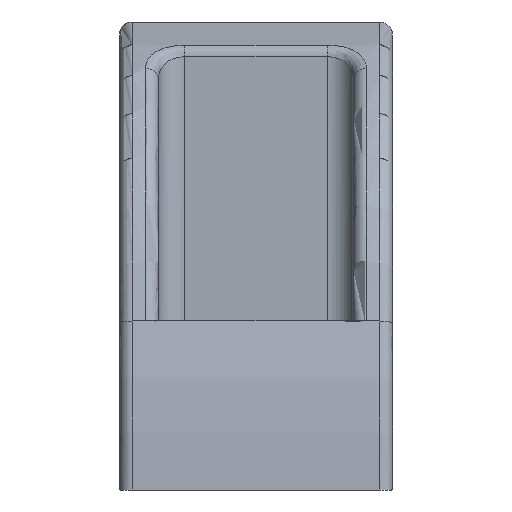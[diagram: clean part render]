
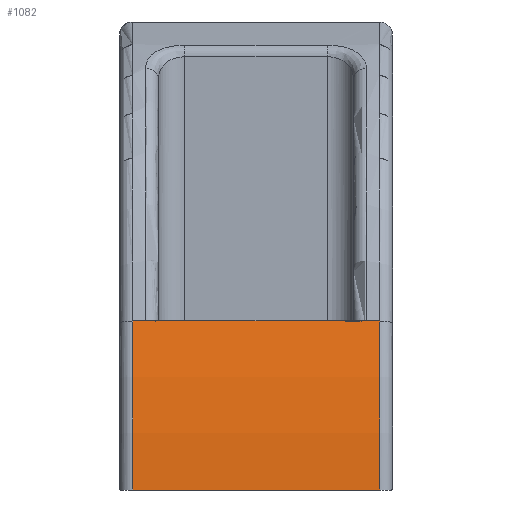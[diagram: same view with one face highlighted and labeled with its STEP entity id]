
A CAD part, front view. The second image highlights one B-rep face of the part: STEP entity #1082.
In plain terms, the highlighted cylindrical face has radius 54.708 mm (diameter 109.416 mm), a partial arc.
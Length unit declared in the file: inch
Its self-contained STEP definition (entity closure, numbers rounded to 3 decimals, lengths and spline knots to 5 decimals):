
#26 = VECTOR ( 'NONE', #2750, 39.37008 ) ;
#106 = CARTESIAN_POINT ( 'NONE',  ( 0.37402, 1.78948, -0.02937 ) ) ;
#113 = CARTESIAN_POINT ( 'NONE',  ( -0.41338, -0.29527, 0.51181 ) ) ;
#158 = DIRECTION ( 'NONE',  ( 1., 0., 0. ) ) ;
#259 = VERTEX_POINT ( 'NONE', #2328 ) ;
#269 = EDGE_CURVE ( 'NONE', #1639, #1225, #549, .T. ) ;
#355 = DIRECTION ( 'NONE',  ( 0., 1., 0. ) ) ;
#356 = LINE ( 'NONE', #1866, #2494 ) ;
#458 = ORIENTED_EDGE ( 'NONE', *, *, #3039, .T. ) ;
#491 = EDGE_CURVE ( 'NONE', #1113, #1639, #356, .T. ) ;
#549 = CIRCLE ( 'NONE', #1692, 2.15386 ) ;
#583 = ORIENTED_EDGE ( 'NONE', *, *, #2528, .F. ) ;
#670 = FACE_OUTER_BOUND ( 'NONE', #1297, .T. ) ;
#894 = VECTOR ( 'NONE', #1353, 39.37008 ) ;
#903 = CARTESIAN_POINT ( 'NONE',  ( 0.37402, -0.36417, 0. ) ) ;
#904 = EDGE_CURVE ( 'NONE', #1947, #2768, #1461, .T. ) ;
#930 = DIRECTION ( 'NONE',  ( -1., 0., 0. ) ) ;
#1017 = DIRECTION ( 'NONE',  ( -1., 0., 0. ) ) ;
#1037 = EDGE_CURVE ( 'NONE', #259, #1947, #1207, .T. ) ;
#1082 = ADVANCED_FACE ( 'NONE', ( #670 ), #2742, .T. ) ;
#1096 = ORIENTED_EDGE ( 'NONE', *, *, #904, .T. ) ;
#1113 = VERTEX_POINT ( 'NONE', #903 ) ;
#1207 = LINE ( 'NONE', #113, #894 ) ;
#1225 = VERTEX_POINT ( 'NONE', #1233 ) ;
#1233 = CARTESIAN_POINT ( 'NONE',  ( -0.37401, -0.29527, 0.51181 ) ) ;
#1253 = VECTOR ( 'NONE', #1017, 39.37008 ) ;
#1297 = EDGE_LOOP ( 'NONE', ( #3032, #1677, #583, #2610, #1096, #458 ) ) ;
#1353 = DIRECTION ( 'NONE',  ( -1., 0., 0. ) ) ;
#1360 = CARTESIAN_POINT ( 'NONE',  ( -0.37402, 1.78948, -0.02937 ) ) ;
#1461 = LINE ( 'NONE', #1521, #26 ) ;
#1521 = CARTESIAN_POINT ( 'NONE',  ( -0.41338, -0.29527, 0.51181 ) ) ;
#1639 = VERTEX_POINT ( 'NONE', #2519 ) ;
#1677 = ORIENTED_EDGE ( 'NONE', *, *, #491, .F. ) ;
#1692 = AXIS2_PLACEMENT_3D ( 'NONE', #1360, #2340, #2075 ) ;
#1714 = CARTESIAN_POINT ( 'NONE',  ( -0.33464, -0.29527, 0.51181 ) ) ;
#1866 = CARTESIAN_POINT ( 'NONE',  ( -0.41339, -0.36417, 0. ) ) ;
#1947 = VERTEX_POINT ( 'NONE', #2094 ) ;
#1973 = LINE ( 'NONE', #2972, #1253 ) ;
#2075 = DIRECTION ( 'NONE',  ( 0., -1., 0. ) ) ;
#2086 = DIRECTION ( 'NONE',  ( 0., 1., 0. ) ) ;
#2094 = CARTESIAN_POINT ( 'NONE',  ( 0.33465, -0.29527, 0.51181 ) ) ;
#2168 = CIRCLE ( 'NONE', #2733, 2.15386 ) ;
#2248 = DIRECTION ( 'NONE',  ( 1., 0., 0. ) ) ;
#2328 = CARTESIAN_POINT ( 'NONE',  ( 0.37402, -0.29527, 0.51181 ) ) ;
#2340 = DIRECTION ( 'NONE',  ( -1., 0., 0. ) ) ;
#2352 = CARTESIAN_POINT ( 'NONE',  ( -0.41339, 1.78948, -0.02937 ) ) ;
#2494 = VECTOR ( 'NONE', #930, 39.37008 ) ;
#2519 = CARTESIAN_POINT ( 'NONE',  ( -0.37401, -0.36417, 0. ) ) ;
#2528 = EDGE_CURVE ( 'NONE', #259, #1113, #2168, .T. ) ;
#2610 = ORIENTED_EDGE ( 'NONE', *, *, #1037, .T. ) ;
#2733 = AXIS2_PLACEMENT_3D ( 'NONE', #106, #2248, #355 ) ;
#2742 = CYLINDRICAL_SURFACE ( 'NONE', #2951, 2.15386 ) ;
#2750 = DIRECTION ( 'NONE',  ( -1., 0., 0. ) ) ;
#2768 = VERTEX_POINT ( 'NONE', #1714 ) ;
#2951 = AXIS2_PLACEMENT_3D ( 'NONE', #2352, #158, #2086 ) ;
#2972 = CARTESIAN_POINT ( 'NONE',  ( -0.41338, -0.29527, 0.51181 ) ) ;
#3032 = ORIENTED_EDGE ( 'NONE', *, *, #269, .F. ) ;
#3039 = EDGE_CURVE ( 'NONE', #2768, #1225, #1973, .T. ) ;
